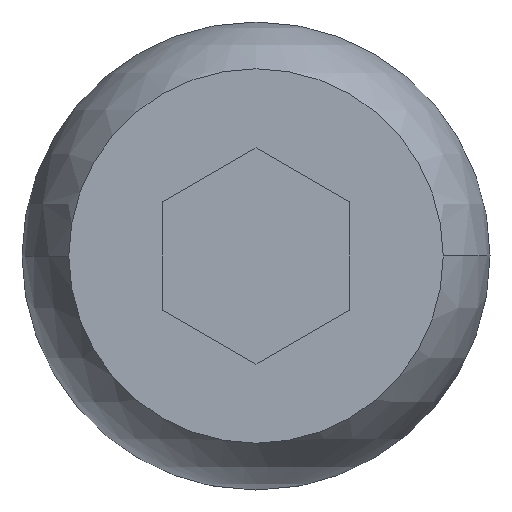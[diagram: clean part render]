
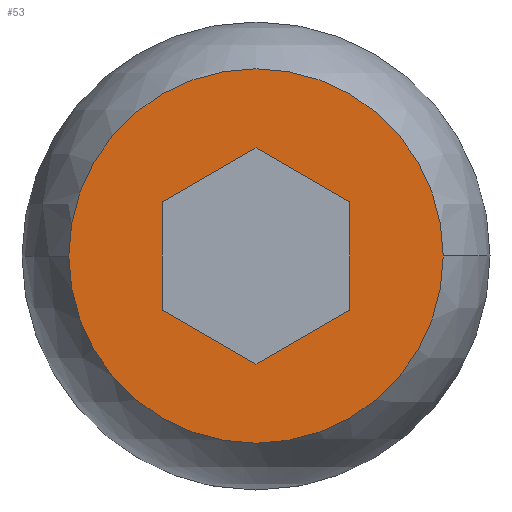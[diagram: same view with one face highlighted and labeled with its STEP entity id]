
A CAD part, left-side view. The second image highlights one B-rep face of the part: STEP entity #53.
In plain terms, the highlighted planar face has unit normal (-1, 0, 0).
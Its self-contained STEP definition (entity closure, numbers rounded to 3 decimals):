
#38 = EDGE_CURVE ( 'NONE', #153, #619, #240, .T. ) ;
#49 = DIRECTION ( 'NONE',  ( -1., 0., 0. ) ) ;
#51 = CARTESIAN_POINT ( 'NONE',  ( 0., 4., 0. ) ) ;
#53 = ADVANCED_FACE ( 'NONE', ( #134, #601 ), #309, .T. ) ;
#59 = VERTEX_POINT ( 'NONE', #188 ) ;
#82 = CARTESIAN_POINT ( 'NONE',  ( 0., 0., 0. ) ) ;
#90 = VECTOR ( 'NONE', #623, 1000. ) ;
#94 = ORIENTED_EDGE ( 'NONE', *, *, #176, .F. ) ;
#97 = VECTOR ( 'NONE', #633, 1000. ) ;
#117 = EDGE_LOOP ( 'NONE', ( #372, #314 ) ) ;
#129 = CARTESIAN_POINT ( 'NONE',  ( 0., 0., 2.309 ) ) ;
#134 = FACE_BOUND ( 'NONE', #252, .T. ) ;
#135 = DIRECTION ( 'NONE',  ( 1., 0., 0. ) ) ;
#138 = EDGE_CURVE ( 'NONE', #563, #638, #630, .T. ) ;
#142 = ORIENTED_EDGE ( 'NONE', *, *, #138, .F. ) ;
#153 = VERTEX_POINT ( 'NONE', #256 ) ;
#159 = ORIENTED_EDGE ( 'NONE', *, *, #453, .F. ) ;
#174 = ORIENTED_EDGE ( 'NONE', *, *, #38, .F. ) ;
#176 = EDGE_CURVE ( 'NONE', #406, #530, #272, .T. ) ;
#188 = CARTESIAN_POINT ( 'NONE',  ( 0., -4., 0. ) ) ;
#201 = EDGE_CURVE ( 'NONE', #638, #153, #517, .T. ) ;
#208 = DIRECTION ( 'NONE',  ( 0., 0.866, 0.5 ) ) ;
#214 = CARTESIAN_POINT ( 'NONE',  ( 0., -2., -1.155 ) ) ;
#231 = AXIS2_PLACEMENT_3D ( 'NONE', #532, #423, #427 ) ;
#240 = LINE ( 'NONE', #452, #439 ) ;
#252 = EDGE_LOOP ( 'NONE', ( #516, #94, #159, #174, #357, #142 ) ) ;
#254 = DIRECTION ( 'NONE',  ( 0., -1., 0. ) ) ;
#256 = CARTESIAN_POINT ( 'NONE',  ( 0., 0., -2.309 ) ) ;
#272 = LINE ( 'NONE', #470, #482 ) ;
#286 = AXIS2_PLACEMENT_3D ( 'NONE', #82, #49, #254 ) ;
#292 = CARTESIAN_POINT ( 'NONE',  ( 0., -2., -1.155 ) ) ;
#309 = PLANE ( 'NONE',  #286 ) ;
#314 = ORIENTED_EDGE ( 'NONE', *, *, #550, .F. ) ;
#323 = VERTEX_POINT ( 'NONE', #51 ) ;
#334 = VECTOR ( 'NONE', #435, 1000. ) ;
#345 = AXIS2_PLACEMENT_3D ( 'NONE', #386, #135, #438 ) ;
#352 = CIRCLE ( 'NONE', #231, 4. ) ;
#357 = ORIENTED_EDGE ( 'NONE', *, *, #201, .F. ) ;
#372 = ORIENTED_EDGE ( 'NONE', *, *, #473, .F. ) ;
#380 = CIRCLE ( 'NONE', #345, 4. ) ;
#382 = CARTESIAN_POINT ( 'NONE',  ( 0., 2., 1.155 ) ) ;
#386 = CARTESIAN_POINT ( 'NONE',  ( 0., 0., 0. ) ) ;
#387 = DIRECTION ( 'NONE',  ( 0., -0.866, 0.5 ) ) ;
#406 = VERTEX_POINT ( 'NONE', #458 ) ;
#415 = DIRECTION ( 'NONE',  ( 0., 0., 1. ) ) ;
#423 = DIRECTION ( 'NONE',  ( 1., 0., 0. ) ) ;
#427 = DIRECTION ( 'NONE',  ( 0., 1., 0. ) ) ;
#435 = DIRECTION ( 'NONE',  ( 0., 0.866, -0.5 ) ) ;
#438 = DIRECTION ( 'NONE',  ( 0., 1., 0. ) ) ;
#439 = VECTOR ( 'NONE', #387, 1000. ) ;
#452 = CARTESIAN_POINT ( 'NONE',  ( 0., 0., -2.309 ) ) ;
#453 = EDGE_CURVE ( 'NONE', #619, #406, #522, .T. ) ;
#458 = CARTESIAN_POINT ( 'NONE',  ( 0., -2., 1.155 ) ) ;
#470 = CARTESIAN_POINT ( 'NONE',  ( 0., -2., 1.155 ) ) ;
#473 = EDGE_CURVE ( 'NONE', #323, #59, #352, .T. ) ;
#482 = VECTOR ( 'NONE', #208, 1000. ) ;
#516 = ORIENTED_EDGE ( 'NONE', *, *, #543, .F. ) ;
#517 = LINE ( 'NONE', #574, #90 ) ;
#522 = LINE ( 'NONE', #214, #625 ) ;
#530 = VERTEX_POINT ( 'NONE', #645 ) ;
#532 = CARTESIAN_POINT ( 'NONE',  ( 0., 0., 0. ) ) ;
#543 = EDGE_CURVE ( 'NONE', #530, #563, #602, .T. ) ;
#549 = CARTESIAN_POINT ( 'NONE',  ( 0., 2., -1.155 ) ) ;
#550 = EDGE_CURVE ( 'NONE', #59, #323, #380, .T. ) ;
#563 = VERTEX_POINT ( 'NONE', #382 ) ;
#574 = CARTESIAN_POINT ( 'NONE',  ( 0., 2., -1.155 ) ) ;
#601 = FACE_OUTER_BOUND ( 'NONE', #117, .T. ) ;
#602 = LINE ( 'NONE', #129, #334 ) ;
#619 = VERTEX_POINT ( 'NONE', #292 ) ;
#623 = DIRECTION ( 'NONE',  ( 0., -0.866, -0.5 ) ) ;
#625 = VECTOR ( 'NONE', #415, 1000. ) ;
#627 = CARTESIAN_POINT ( 'NONE',  ( 0., 2., 1.155 ) ) ;
#630 = LINE ( 'NONE', #627, #97 ) ;
#633 = DIRECTION ( 'NONE',  ( 0., 0., -1. ) ) ;
#638 = VERTEX_POINT ( 'NONE', #549 ) ;
#645 = CARTESIAN_POINT ( 'NONE',  ( 0., 0., 2.309 ) ) ;
